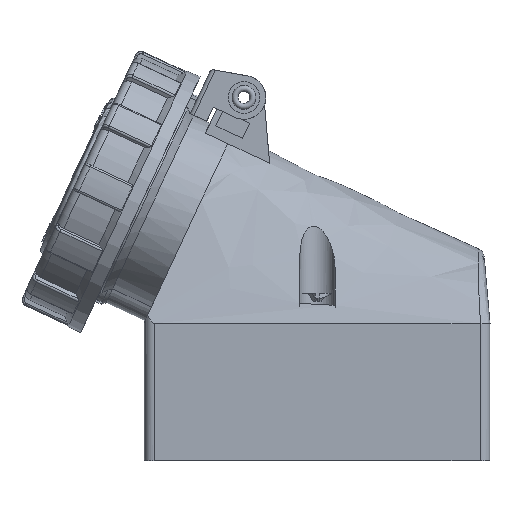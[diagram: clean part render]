
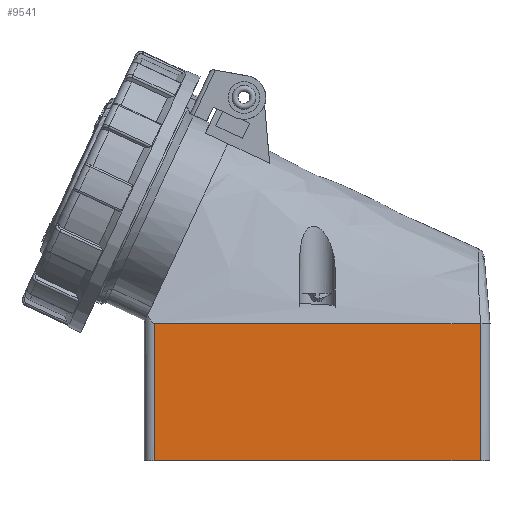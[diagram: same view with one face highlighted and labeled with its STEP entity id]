
A CAD part, left-side view. The second image highlights one B-rep face of the part: STEP entity #9541.
In plain terms, the highlighted planar face has unit normal (-1, 0, 0).
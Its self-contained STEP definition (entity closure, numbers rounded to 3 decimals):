
#60=B_SPLINE_CURVE_WITH_KNOTS('',3,(#14308,#14309,#14310,#14311),
 .UNSPECIFIED.,.F.,.F.,(4,4),(0.03,0.971),
 .UNSPECIFIED.);
#631=FACE_OUTER_BOUND('',#1153,.T.);
#1153=EDGE_LOOP('',(#6464,#6465,#6466,#6467));
#2217=LINE('',#14044,#2950);
#2322=LINE('',#14288,#3055);
#2324=LINE('',#14307,#3057);
#2950=VECTOR('',#11358,1.);
#3055=VECTOR('',#11575,10.);
#3057=VECTOR('',#11583,1.);
#3712=VERTEX_POINT('',#14041);
#3713=VERTEX_POINT('',#14043);
#3796=VERTEX_POINT('',#14287);
#3798=VERTEX_POINT('',#14306);
#4691=EDGE_CURVE('',#3713,#3712,#2217,.T.);
#4819=EDGE_CURVE('',#3713,#3796,#2322,.T.);
#4823=EDGE_CURVE('',#3798,#3712,#2324,.T.);
#4824=EDGE_CURVE('',#3796,#3798,#60,.T.);
#6464=ORIENTED_EDGE('',*,*,#4823,.F.);
#6465=ORIENTED_EDGE('',*,*,#4824,.F.);
#6466=ORIENTED_EDGE('',*,*,#4819,.F.);
#6467=ORIENTED_EDGE('',*,*,#4691,.T.);
#8742=PLANE('',#10173);
#9541=ADVANCED_FACE('',(#631),#8742,.T.);
#10173=AXIS2_PLACEMENT_3D('',#14305,#11581,#11582);
#11358=DIRECTION('',(0.,-1.,0.));
#11575=DIRECTION('',(0.,0.,1.));
#11581=DIRECTION('center_axis',(-1.,0.,0.));
#11582=DIRECTION('ref_axis',(0.,1.,0.));
#11583=DIRECTION('',(0.,0.,-1.));
#14041=CARTESIAN_POINT('',(-32.,-41.,-14.));
#14043=CARTESIAN_POINT('',(-32.,41.,-14.));
#14044=CARTESIAN_POINT('',(-32.,-41.,-14.));
#14287=CARTESIAN_POINT('',(-32.,41.,20.553));
#14288=CARTESIAN_POINT('',(-32.,41.,19.147));
#14305=CARTESIAN_POINT('Origin',(-32.,41.,18.));
#14306=CARTESIAN_POINT('',(-32.,-41.,20.502));
#14307=CARTESIAN_POINT('',(-32.,-41.,18.));
#14308=CARTESIAN_POINT('Ctrl Pts',(-32.,41.,20.553));
#14309=CARTESIAN_POINT('Ctrl Pts',(-32.,13.667,20.536));
#14310=CARTESIAN_POINT('Ctrl Pts',(-32.,-13.667,20.519));
#14311=CARTESIAN_POINT('Ctrl Pts',(-32.,-41.,20.502));
